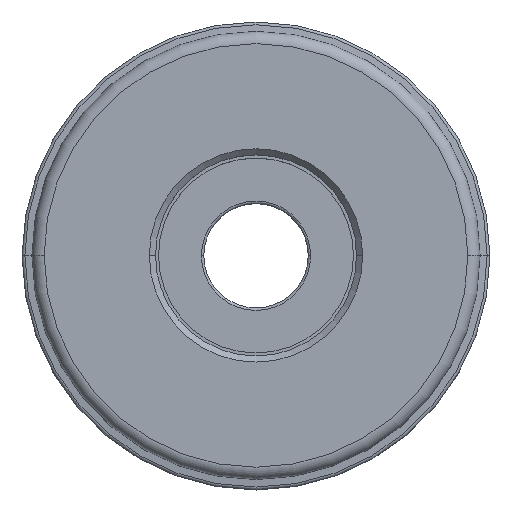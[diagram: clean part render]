
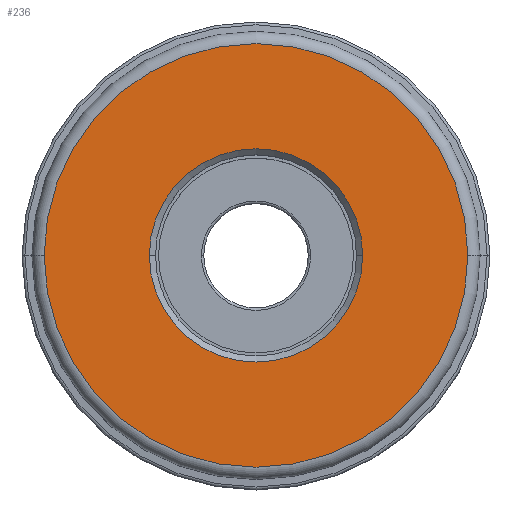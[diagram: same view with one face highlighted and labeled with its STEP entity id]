
A CAD part, top view. The second image highlights one B-rep face of the part: STEP entity #236.
In plain terms, the highlighted planar face has unit normal (0, 0, 1).
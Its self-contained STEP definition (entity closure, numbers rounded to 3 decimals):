
#236=ADVANCED_FACE('',(#303,#304),#296,.F.);
#296=PLANE('',#1548);
#303=FACE_BOUND('',#343,.T.);
#304=FACE_BOUND('',#344,.T.);
#343=EDGE_LOOP('',(#527,#528));
#344=EDGE_LOOP('',(#529,#530));
#527=ORIENTED_EDGE('',*,*,#937,.T.);
#528=ORIENTED_EDGE('',*,*,#938,.T.);
#529=ORIENTED_EDGE('',*,*,#939,.T.);
#530=ORIENTED_EDGE('',*,*,#940,.T.);
#807=VERTEX_POINT('',#2440);
#808=VERTEX_POINT('',#2441);
#809=VERTEX_POINT('',#2444);
#810=VERTEX_POINT('',#2445);
#937=EDGE_CURVE('',#807,#808,#1116,.T.);
#938=EDGE_CURVE('',#808,#807,#1117,.T.);
#939=EDGE_CURVE('',#809,#810,#1118,.T.);
#940=EDGE_CURVE('',#810,#809,#1119,.T.);
#1116=CIRCLE('',#1544,34.5);
#1117=CIRCLE('',#1545,34.5);
#1118=CIRCLE('',#1546,17.375);
#1119=CIRCLE('',#1547,17.375);
#1544=AXIS2_PLACEMENT_3D('',#2439,#1898,#1899);
#1545=AXIS2_PLACEMENT_3D('',#2442,#1900,#1901);
#1546=AXIS2_PLACEMENT_3D('',#2443,#1902,#1903);
#1547=AXIS2_PLACEMENT_3D('',#2446,#1904,#1905);
#1548=AXIS2_PLACEMENT_3D('',#2447,#1906,#1907);
#1898=DIRECTION('',(0.,0.,1.));
#1899=DIRECTION('',(1.,0.,0.));
#1900=DIRECTION('',(0.,0.,1.));
#1901=DIRECTION('',(-1.,0.,0.));
#1902=DIRECTION('',(0.,0.,-1.));
#1903=DIRECTION('',(-1.,0.,0.));
#1904=DIRECTION('',(0.,0.,-1.));
#1905=DIRECTION('',(1.,0.,0.));
#1906=DIRECTION('',(0.,0.,-1.));
#1907=DIRECTION('',(1.,0.,0.));
#2439=CARTESIAN_POINT('',(0.,0.,0.));
#2440=CARTESIAN_POINT('',(34.5,0.,0.));
#2441=CARTESIAN_POINT('',(-34.5,0.,0.));
#2442=CARTESIAN_POINT('',(0.,0.,0.));
#2443=CARTESIAN_POINT('',(0.,0.,0.));
#2444=CARTESIAN_POINT('',(-17.375,0.,0.));
#2445=CARTESIAN_POINT('',(17.375,0.,0.));
#2446=CARTESIAN_POINT('',(0.,0.,0.));
#2447=CARTESIAN_POINT('',(0.,0.,0.));
